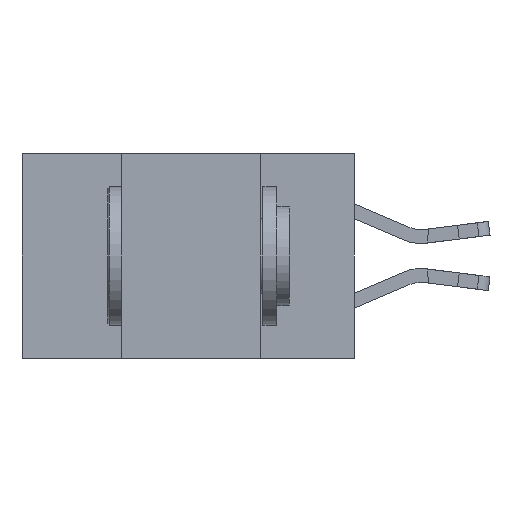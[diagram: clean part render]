
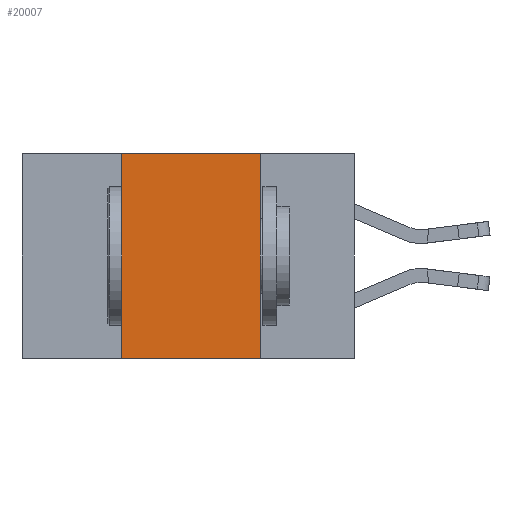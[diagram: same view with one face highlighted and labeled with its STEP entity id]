
A CAD part, left-side view. The second image highlights one B-rep face of the part: STEP entity #20007.
In plain terms, the highlighted planar face has unit normal (-1, 0, 0).
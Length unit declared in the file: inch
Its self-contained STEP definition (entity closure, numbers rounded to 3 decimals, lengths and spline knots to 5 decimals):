
#1186 = EDGE_CURVE ( 'NONE', #5020, #15756, #7796, .T. ) ;
#1343 = CARTESIAN_POINT ( 'NONE',  ( 0., 0.42, -0.37 ) ) ;
#1634 = DIRECTION ( 'NONE',  ( 0., -1., 0. ) ) ;
#1704 = CARTESIAN_POINT ( 'NONE',  ( 0., 0.6, -0.37 ) ) ;
#2557 = CARTESIAN_POINT ( 'NONE',  ( 0., 0.42, 0. ) ) ;
#2722 = VECTOR ( 'NONE', #19359, 39.37008 ) ;
#3505 = EDGE_CURVE ( 'NONE', #7214, #18511, #21427, .T. ) ;
#4343 = DIRECTION ( 'NONE',  ( 1., 0., 0. ) ) ;
#5020 = VERTEX_POINT ( 'NONE', #16748 ) ;
#5908 = ORIENTED_EDGE ( 'NONE', *, *, #1186, .F. ) ;
#6147 = FACE_OUTER_BOUND ( 'NONE', #21265, .T. ) ;
#6689 = ORIENTED_EDGE ( 'NONE', *, *, #7940, .F. ) ;
#7042 = ORIENTED_EDGE ( 'NONE', *, *, #3505, .F. ) ;
#7214 = VERTEX_POINT ( 'NONE', #1343 ) ;
#7248 = ORIENTED_EDGE ( 'NONE', *, *, #12214, .T. ) ;
#7796 = LINE ( 'NONE', #9810, #2722 ) ;
#7940 = EDGE_CURVE ( 'NONE', #18511, #5020, #16462, .T. ) ;
#8029 = LINE ( 'NONE', #1704, #16045 ) ;
#8618 = AXIS2_PLACEMENT_3D ( 'NONE', #21310, #4343, #16258 ) ;
#9810 = CARTESIAN_POINT ( 'NONE',  ( 0., 0.17, 0. ) ) ;
#11927 = VECTOR ( 'NONE', #14565, 39.37008 ) ;
#12214 = EDGE_CURVE ( 'NONE', #7214, #15756, #8029, .T. ) ;
#12420 = CARTESIAN_POINT ( 'NONE',  ( 0., 0.17, -0.37 ) ) ;
#12616 = CARTESIAN_POINT ( 'NONE',  ( 0., 0.42, 0. ) ) ;
#14549 = PLANE ( 'NONE',  #8618 ) ;
#14565 = DIRECTION ( 'NONE',  ( 0., -1., 0. ) ) ;
#15756 = VERTEX_POINT ( 'NONE', #12420 ) ;
#16045 = VECTOR ( 'NONE', #1634, 39.37008 ) ;
#16258 = DIRECTION ( 'NONE',  ( 0., 0., -1. ) ) ;
#16462 = LINE ( 'NONE', #18592, #11927 ) ;
#16748 = CARTESIAN_POINT ( 'NONE',  ( 0., 0.17, 0. ) ) ;
#17449 = VECTOR ( 'NONE', #21294, 39.37008 ) ;
#18511 = VERTEX_POINT ( 'NONE', #12616 ) ;
#18592 = CARTESIAN_POINT ( 'NONE',  ( 0., 0.6, 0. ) ) ;
#19359 = DIRECTION ( 'NONE',  ( 0., 0., -1. ) ) ;
#20007 = ADVANCED_FACE ( 'NONE', ( #6147 ), #14549, .F. ) ;
#21265 = EDGE_LOOP ( 'NONE', ( #5908, #6689, #7042, #7248 ) ) ;
#21294 = DIRECTION ( 'NONE',  ( 0., 0., 1. ) ) ;
#21310 = CARTESIAN_POINT ( 'NONE',  ( 0., 0.6, 0. ) ) ;
#21427 = LINE ( 'NONE', #2557, #17449 ) ;
